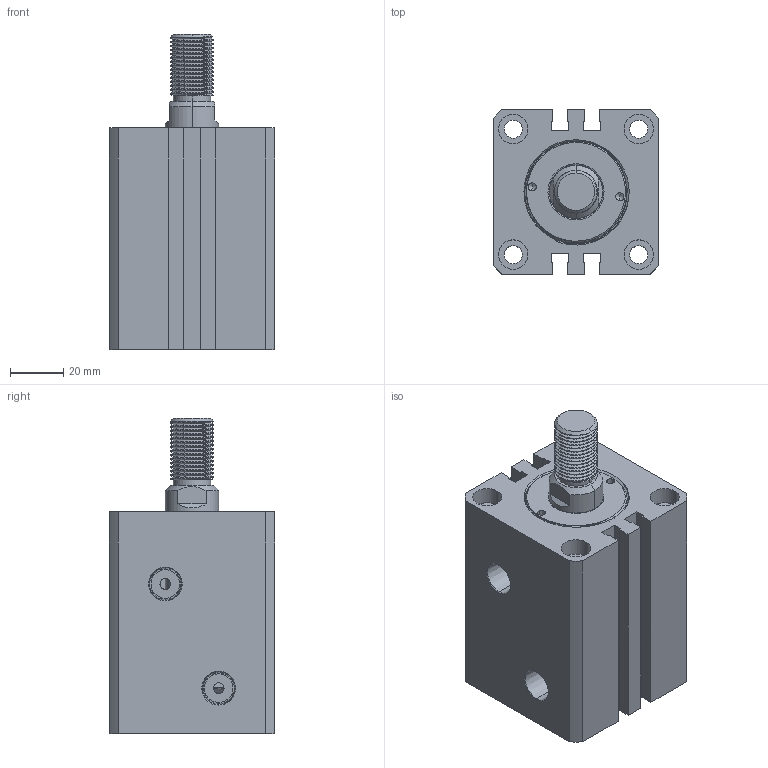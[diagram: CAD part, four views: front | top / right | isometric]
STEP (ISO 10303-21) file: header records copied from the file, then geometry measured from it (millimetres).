
FILE_DESCRIPTION (( 'STEP AP203' ), '1' );
FILE_NAME ('CHTB-SD32-10W.STEP', '2018-05-07T09:02:58', ( '' ), ( '' ), 'SwSTEP 2.0', 'SolidWorks 2015', '' );
FILE_SCHEMA (( 'CONFIG_CONTROL_DESIGN' ));
Length unit declared in the file: millimetre
Products named in the file (6): CHTB-SD32QG; 活塞; 掛极SD32-10W; 活塞杆SD32-10W; CHTB-SD32-10W; huosai01
Assembly tree (5 placements, depth 2):
  CHTB-SD32-10W
    掛极SD32-10W
    CHTB-SD32QG
    活塞杆SD32-10W
    huosai01
    活塞
Bounding box: 62 x 62 x 118 mm (x, y, z)
Volume: 279520.3 mm3; surface area: 76078.3 mm2
Topology: 5 solids, 5 shells, 378 faces, 1032 edges, 687 vertices
Faces by surface type: cylinder 215, plane 83, cone 30, bspline 28, torus 22
Entity records: 26541 total; most frequent: CARTESIAN_POINT 17254, ORIENTED_EDGE 2052, DIRECTION 1575, EDGE_CURVE 1026, VERTEX_POINT 687, AXIS2_PLACEMENT_3D 601, EDGE_LOOP 425, FACE_OUTER_BOUND 378
